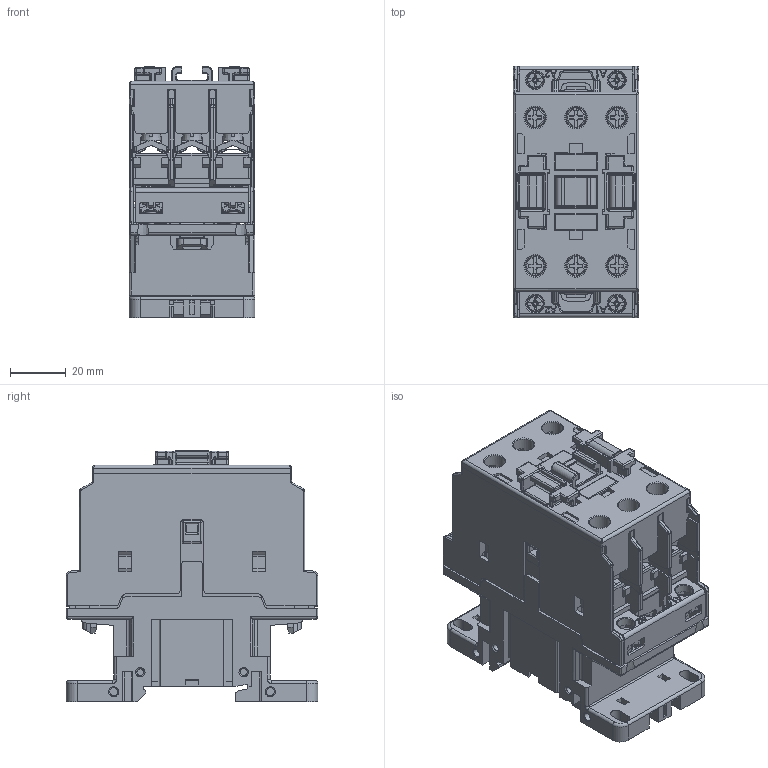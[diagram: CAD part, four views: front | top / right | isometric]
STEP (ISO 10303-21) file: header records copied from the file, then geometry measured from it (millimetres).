
FILE_DESCRIPTION(/* description */ (''),/* implementation_level */ '2;1');
FILE_NAME(/* name */ 'FILE_STP_CAD_DRAWING_3D_BF26_38_A_prt.stp',/* time_stamp */ '2022-01-25T14:21:02+01:00',/* author */ (''),/* organization */ (''),/* preprocessor_version */ 'ST-DEVELOPER v16.7',/* originating_system */ 'SIEMENS PLM Software NX 12.0',/* authorisation */ '');
FILE_SCHEMA (('AUTOMOTIVE_DESIGN { 1 0 10303 214 3 1 1 1 }'));
Products named in the file (1): 3D_BF26_38_A
Bounding box: 45 x 90 x 89.8 mm (x, y, z)
Surface area: 68274.5 mm2 (no closed solid volume)
Topology: 0 solids, 105 shells, 2617 faces, 9970 edges, 7160 vertices
Faces by surface type: plane 1368, cylinder 877, bspline 150, torus 114, cone 58, sphere 50
Full cylindrical faces by diameter (mm): 2.4 x7, 2.5 x1, 2.8 x2, 2.85 x4, 3 x2, 3.4 x4, 3.48 x4, 3.5 x2, 4 x6, 4.4 x2, 6.2 x4, 7.5 x6
Entity records: 111134 total; most frequent: CARTESIAN_POINT 28947, DIRECTION 16567, ORIENTED_EDGE 15422, EDGE_CURVE 9786, VERTEX_POINT 7126, LINE 6729, VECTOR 6729, AXIS2_PLACEMENT_3D 4919
